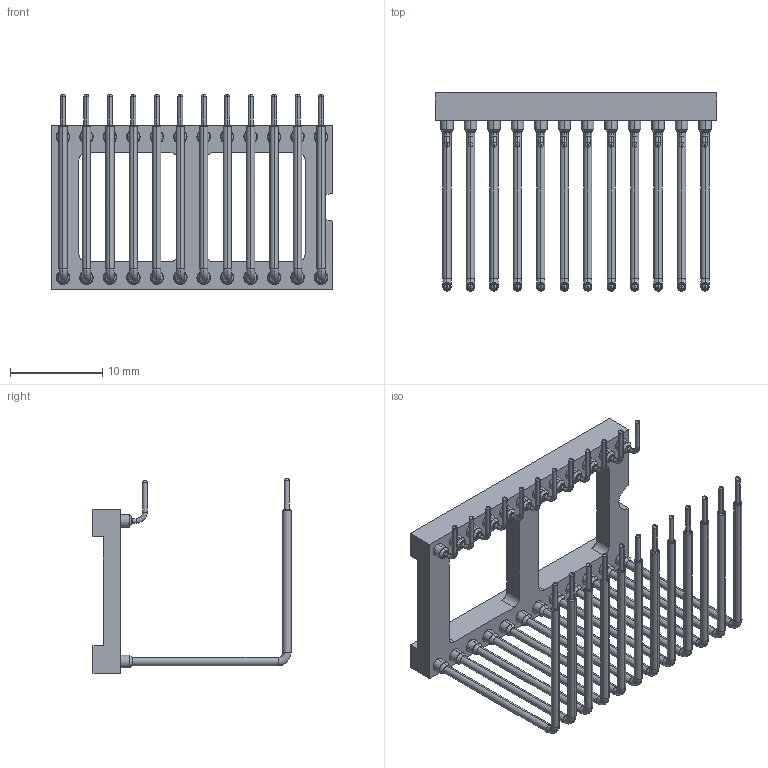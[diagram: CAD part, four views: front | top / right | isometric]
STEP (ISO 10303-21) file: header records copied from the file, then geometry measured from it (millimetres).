
FILE_DESCRIPTION( ('This file contains a STEP AP42 implementation' ,'as created by ZW3D STEP Interface translator.') ,'2;1' );
FILE_NAME( '7110-30224RXX097X1.stp' ,'231219.103831', (''), ('ZWCAD Software Co.'), 'Version 1.0', 'ZW3D to STEP translator', '' );
FILE_SCHEMA(('AUTOMOTIVE_DESIGN { 1 0 10303 214 1 1 1 1 }'));
Length unit declared in the file: millimetre
Products named in the file (2): 0; 7110-30224RXX097X1
Bounding box: 30.48 x 21.44 x 21.08 mm (x, y, z)
Volume: 950.6 mm3; surface area: 3579.8 mm2
Topology: 1 solids, 1 shells, 2043 faces, 4965 edges, 3126 vertices
Faces by surface type: bspline 864, plane 605, cone 468, cylinder 106
Entity records: 116431 total; most frequent: CARTESIAN_POINT 79916, ORIENTED_EDGE 10122, EDGE_CURVE 4965, B_SPLINE_CURVE_WITH_KNOTS 4773, VERTEX_POINT 3126, DIRECTION 2456, EDGE_LOOP 2249, FACE_OUTER_BOUND 2043
